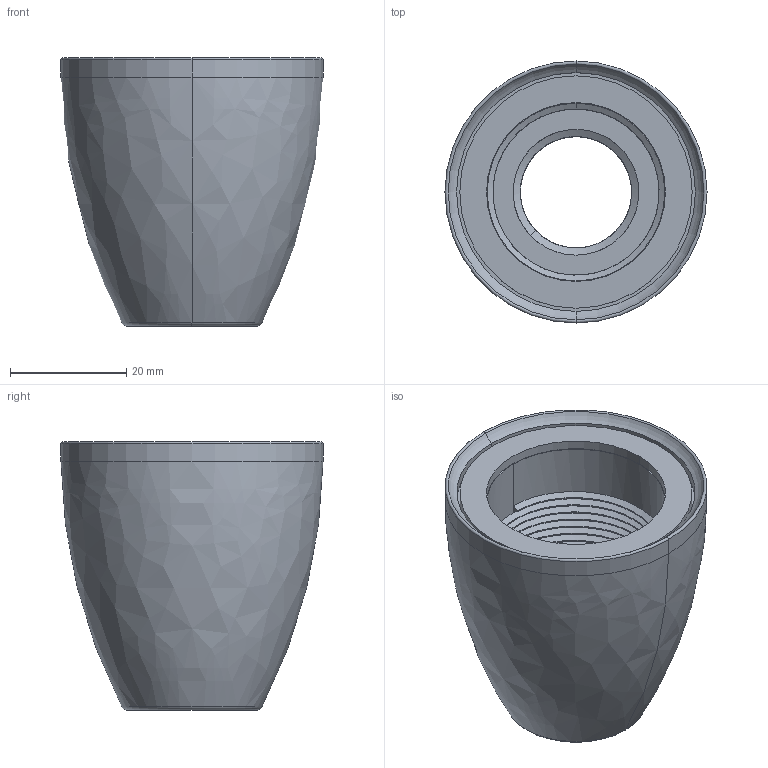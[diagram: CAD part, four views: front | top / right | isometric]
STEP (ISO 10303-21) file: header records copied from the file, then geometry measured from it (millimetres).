
FILE_DESCRIPTION((''),'2;1');
FILE_NAME('200650_ASM','2017-06-21T',('PDMAdmin'),('BANNER ENGINEERING'),'CREO PARAMETRIC BY PTC INC, 2016260','CREO PARAMETRIC BY PTC INC, 2016260','');
FILE_SCHEMA(('CONFIG_CONTROL_DESIGN'));
Length unit declared in the file: millimetre
Products named in the file (3): 144286; 144285; 200650_ASM
Assembly tree (2 placements, depth 2):
  200650_ASM
    144286
    144285
Bounding box: 45 x 45 x 46.05 mm (x, y, z)
Volume: 28868.6 mm3; surface area: 13660.4 mm2
Topology: 2 solids, 2 shells, 75 faces, 186 edges, 116 vertices
Faces by surface type: cylinder 44, bspline 17, plane 8, torus 6
Entity records: 7695 total; most frequent: CARTESIAN_POINT 6017, ORIENTED_EDGE 372, DIRECTION 265, EDGE_CURVE 186, VERTEX_POINT 116, AXIS2_PLACEMENT_3D 100, B_SPLINE_CURVE_WITH_KNOTS 84, EDGE_LOOP 80
